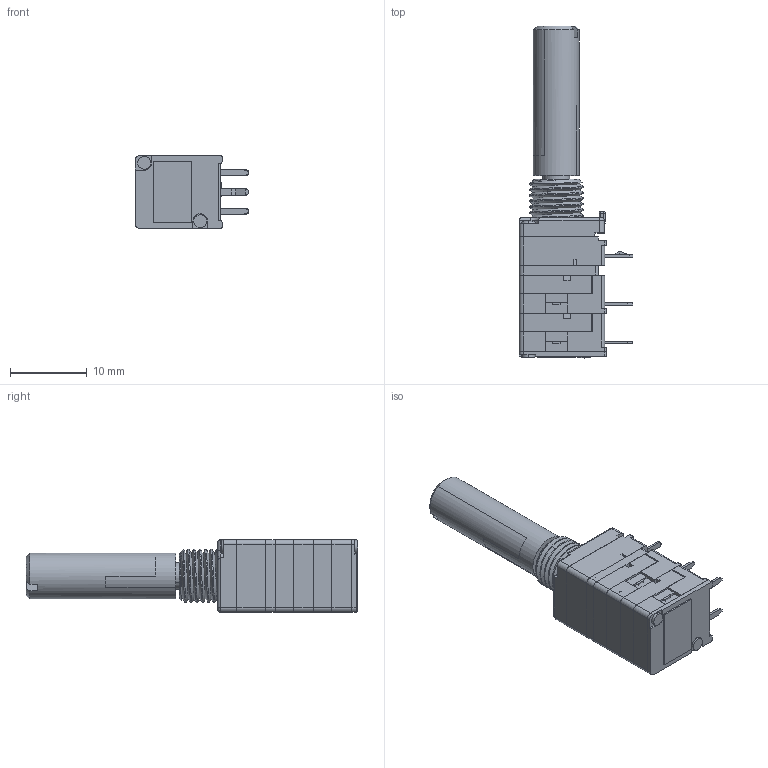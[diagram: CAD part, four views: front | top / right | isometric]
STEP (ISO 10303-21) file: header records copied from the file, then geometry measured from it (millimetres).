
FILE_DESCRIPTION((''),'2;1');
FILE_NAME('P091B-EA25_ASM','2024-11-21T16:02:52',('avery.harrell'),(''),'CREO PARAMETRIC BY PTC INC, 2018400','CREO PARAMETRIC BY PTC INC, 2018400','');
FILE_SCHEMA(('CONFIG_CONTROL_DESIGN'));
Products named in the file (15): 13151_11; 13498_5; 13487_9; 13488_14; MANIFOLD_SOLID_BREP_15043; MANIFOLD_SOLID_BREP_15325; 13489_4_ASM; 13488_ASM_3_ASM; 13169-L12_2; 13154_7; 13150_14; 13156_12; 13169-L7_1_2; BM-720; P091B-EA25_ASM
Assembly tree (18 placements, depth 4):
  P091B-EA25_ASM
    13151_11
    13498_5
    13487_9  x2
    13488_ASM_3_ASM  x2
      13488_14
      13489_4_ASM
        MANIFOLD_SOLID_BREP_15043
        MANIFOLD_SOLID_BREP_15325
    13169-L12_2  x2
    13154_7
    13150_14
    13156_12
    13169-L7_1_2  x2
    BM-720
Bounding box: 14.85 x 43.3 x 9.5 mm (x, y, z)
Volume: 2391.8 mm3; surface area: 4181.6 mm2
Topology: 18 solids, 18 shells, 716 faces, 1856 edges, 1221 vertices
Faces by surface type: plane 354, cylinder 286, cone 44, torus 19, bspline 9, sphere 4
Entity records: 19921 total; most frequent: CARTESIAN_POINT 5095, DIRECTION 3167, ORIENTED_EDGE 2968, EDGE_CURVE 1484, AXIS2_PLACEMENT_3D 1144, VERTEX_POINT 983, VECTOR 879, LINE 879
